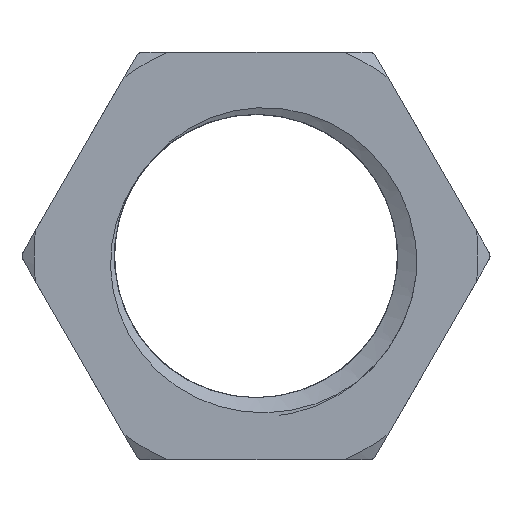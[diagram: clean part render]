
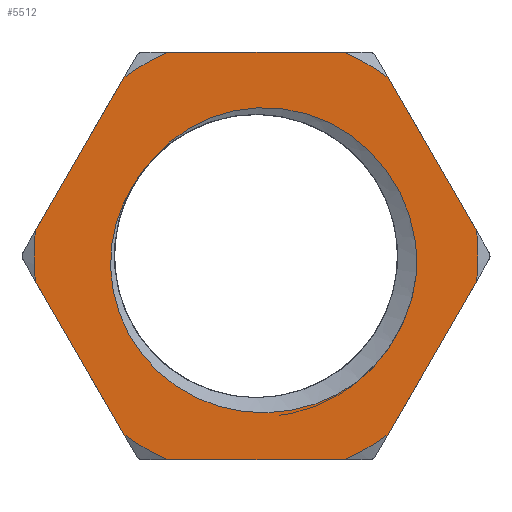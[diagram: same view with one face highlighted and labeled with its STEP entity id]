
A CAD part, left-side view. The second image highlights one B-rep face of the part: STEP entity #5512.
In plain terms, the highlighted planar face has unit normal (-1, 0, 0).
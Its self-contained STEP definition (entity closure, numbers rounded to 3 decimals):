
#770=CARTESIAN_POINT('',(-21.4,0.,0.));
#771=DIRECTION('',(-1.,0.,0.));
#772=DIRECTION('',(0.,0.726,0.688));
#773=AXIS2_PLACEMENT_3D('',#770,#771,#772);
#775=CARTESIAN_POINT('',(-21.4,-6.77,-8.247));
#776=CARTESIAN_POINT('',(-21.4,-6.333,-8.574));
#777=CARTESIAN_POINT('',(-21.4,-5.424,-9.151));
#778=CARTESIAN_POINT('',(-21.4,-3.954,-9.798));
#779=CARTESIAN_POINT('',(-21.4,-2.408,-10.213));
#780=CARTESIAN_POINT('',(-21.4,-0.817,-10.388));
#781=CARTESIAN_POINT('',(-21.4,0.756,-10.32));
#782=CARTESIAN_POINT('',(-21.4,2.31,-10.011));
#783=CARTESIAN_POINT('',(-21.4,3.777,-9.476));
#784=CARTESIAN_POINT('',(-21.4,5.144,-8.725));
#785=CARTESIAN_POINT('',(-21.4,6.375,-7.775));
#786=CARTESIAN_POINT('',(-21.4,7.434,-6.66));
#787=CARTESIAN_POINT('',(-21.4,8.309,-5.396));
#788=CARTESIAN_POINT('',(-21.4,8.972,-4.025));
#789=CARTESIAN_POINT('',(-21.4,9.414,-2.576));
#790=CARTESIAN_POINT('',(-21.4,9.625,-1.08));
#791=CARTESIAN_POINT('',(-21.4,9.602,0.417));
#792=CARTESIAN_POINT('',(-21.4,9.349,1.886));
#793=CARTESIAN_POINT('',(-21.4,8.871,3.292));
#794=CARTESIAN_POINT('',(-21.4,8.418,4.155));
#795=CARTESIAN_POINT('',(-21.4,8.157,4.57));
#797=CARTESIAN_POINT('',(-21.4,-10.613,-1.094));
#798=CARTESIAN_POINT('',(-21.4,-10.565,-1.558));
#799=CARTESIAN_POINT('',(-21.4,-10.41,-2.471));
#800=CARTESIAN_POINT('',(-21.4,-10.003,-3.798));
#801=CARTESIAN_POINT('',(-21.4,-9.424,-5.066));
#802=CARTESIAN_POINT('',(-21.4,-8.687,-6.247));
#803=CARTESIAN_POINT('',(-21.4,-7.805,-7.318));
#804=CARTESIAN_POINT('',(-21.4,-7.13,-7.951));
#805=CARTESIAN_POINT('',(-21.4,-6.77,-8.247));
#807=CARTESIAN_POINT('',(-21.4,6.788,6.43));
#808=CARTESIAN_POINT('',(-21.4,6.468,6.809));
#809=CARTESIAN_POINT('',(-21.4,5.775,7.509));
#810=CARTESIAN_POINT('',(-21.4,4.56,8.399));
#811=CARTESIAN_POINT('',(-21.4,3.221,9.086));
#812=CARTESIAN_POINT('',(-21.4,1.776,9.56));
#813=CARTESIAN_POINT('',(-21.4,0.266,9.803));
#814=CARTESIAN_POINT('',(-21.4,-1.269,9.808));
#815=CARTESIAN_POINT('',(-21.4,-2.804,9.571));
#816=CARTESIAN_POINT('',(-21.4,-4.283,9.097));
#817=CARTESIAN_POINT('',(-21.4,-5.686,8.394));
#818=CARTESIAN_POINT('',(-21.4,-6.971,7.474));
#819=CARTESIAN_POINT('',(-21.4,-8.099,6.367));
#820=CARTESIAN_POINT('',(-21.4,-9.057,5.081));
#821=CARTESIAN_POINT('',(-21.4,-9.803,3.666));
#822=CARTESIAN_POINT('',(-21.4,-10.33,2.137));
#823=CARTESIAN_POINT('',(-21.4,-10.616,0.533));
#824=CARTESIAN_POINT('',(-21.4,-10.642,-0.548));
#825=CARTESIAN_POINT('',(-21.4,-10.613,-1.094));
#827=DIRECTION('',(0.,0.5,-0.866));
#828=VECTOR('',#827,11.688);
#829=CARTESIAN_POINT('',(-21.4,8.726,11.786));
#830=LINE('',#829,#828);
#831=CARTESIAN_POINT('',(-21.4,0.,0.));
#832=DIRECTION('',(1.,0.,0.));
#833=DIRECTION('',(0.,0.595,0.804));
#834=AXIS2_PLACEMENT_3D('',#831,#832,#833);
#836=DIRECTION('',(0.,1.,0.));
#837=VECTOR('',#836,11.688);
#838=CARTESIAN_POINT('',(-21.4,-5.844,13.45));
#839=LINE('',#838,#837);
#840=CARTESIAN_POINT('',(-21.4,0.,0.));
#841=DIRECTION('',(1.,0.,0.));
#842=DIRECTION('',(0.,-0.398,0.917));
#843=AXIS2_PLACEMENT_3D('',#840,#841,#842);
#845=DIRECTION('',(0.,0.5,0.866));
#846=VECTOR('',#845,11.688);
#847=CARTESIAN_POINT('',(-21.4,-14.57,1.664));
#848=LINE('',#847,#846);
#849=DIRECTION('',(0.,-0.5,0.866));
#850=VECTOR('',#849,11.688);
#851=CARTESIAN_POINT('',(-21.4,-8.726,-11.786));
#852=LINE('',#851,#850);
#853=CARTESIAN_POINT('',(-21.4,0.,0.));
#854=DIRECTION('',(1.,0.,0.));
#855=DIRECTION('',(0.,-0.595,-0.804));
#856=AXIS2_PLACEMENT_3D('',#853,#854,#855);
#858=DIRECTION('',(0.,-1.,0.));
#859=VECTOR('',#858,11.688);
#860=CARTESIAN_POINT('',(-21.4,5.844,-13.45));
#861=LINE('',#860,#859);
#862=CARTESIAN_POINT('',(-21.4,0.,0.));
#863=DIRECTION('',(1.,0.,0.));
#864=DIRECTION('',(0.,0.398,-0.917));
#865=AXIS2_PLACEMENT_3D('',#862,#863,#864);
#867=DIRECTION('',(0.,-0.5,-0.866));
#868=VECTOR('',#867,11.688);
#869=CARTESIAN_POINT('',(-21.4,14.57,-1.664));
#870=LINE('',#869,#868);
#2208=CARTESIAN_POINT('',(-21.4,0.,0.));
#2209=DIRECTION('',(-1.,0.,0.));
#2210=DIRECTION('',(0.,-0.994,-0.113));
#2211=AXIS2_PLACEMENT_3D('',#2208,#2209,#2210);
#2237=CARTESIAN_POINT('',(-21.4,0.,0.));
#2238=DIRECTION('',(-1.,0.,0.));
#2239=DIRECTION('',(0.,0.994,0.113));
#2240=AXIS2_PLACEMENT_3D('',#2237,#2238,#2239);
#4267=CARTESIAN_POINT('',(-21.4,8.726,11.786));
#4268=CARTESIAN_POINT('',(-21.4,5.844,13.45));
#4269=VERTEX_POINT('',#4267);
#4270=VERTEX_POINT('',#4268);
#4271=CARTESIAN_POINT('',(-21.4,-5.844,13.45));
#4272=CARTESIAN_POINT('',(-21.4,-8.726,11.786));
#4273=VERTEX_POINT('',#4271);
#4274=VERTEX_POINT('',#4272);
#4275=CARTESIAN_POINT('',(-21.4,-8.726,-11.786));
#4276=CARTESIAN_POINT('',(-21.4,-5.844,-13.45));
#4277=VERTEX_POINT('',#4275);
#4278=VERTEX_POINT('',#4276);
#4279=CARTESIAN_POINT('',(-21.4,5.844,-13.45));
#4280=CARTESIAN_POINT('',(-21.4,8.726,-11.786));
#4281=VERTEX_POINT('',#4279);
#4282=VERTEX_POINT('',#4280);
#4291=CARTESIAN_POINT('',(-21.4,-14.57,-1.664));
#4292=VERTEX_POINT('',#4291);
#4293=CARTESIAN_POINT('',(-21.4,-14.57,1.664));
#4294=VERTEX_POINT('',#4293);
#4295=CARTESIAN_POINT('',(-21.4,14.57,1.664));
#4296=VERTEX_POINT('',#4295);
#4297=CARTESIAN_POINT('',(-21.4,14.57,-1.664));
#4298=VERTEX_POINT('',#4297);
#4375=VERTEX_POINT('',#797);
#4376=VERTEX_POINT('',#805);
#4391=CARTESIAN_POINT('',(-21.4,6.788,6.43));
#4392=CARTESIAN_POINT('',(-21.4,8.157,4.57));
#4393=VERTEX_POINT('',#4391);
#4394=VERTEX_POINT('',#4392);
#5474=CARTESIAN_POINT('',(-21.4,0.,0.));
#5475=DIRECTION('',(-1.,0.,0.));
#5476=DIRECTION('',(0.,0.,1.));
#5477=AXIS2_PLACEMENT_3D('',#5474,#5475,#5476);
#5478=PLANE('',#5477);
#5480=ORIENTED_EDGE('',*,*,#5479,.F.);
#5482=ORIENTED_EDGE('',*,*,#5481,.F.);
#5484=ORIENTED_EDGE('',*,*,#5483,.T.);
#5486=ORIENTED_EDGE('',*,*,#5485,.F.);
#5488=ORIENTED_EDGE('',*,*,#5487,.T.);
#5490=ORIENTED_EDGE('',*,*,#5489,.F.);
#5492=ORIENTED_EDGE('',*,*,#5491,.F.);
#5494=ORIENTED_EDGE('',*,*,#5493,.F.);
#5496=ORIENTED_EDGE('',*,*,#5495,.T.);
#5498=ORIENTED_EDGE('',*,*,#5497,.F.);
#5500=ORIENTED_EDGE('',*,*,#5499,.T.);
#5502=ORIENTED_EDGE('',*,*,#5501,.F.);
#5503=EDGE_LOOP('',(#5480,#5482,#5484,#5486,#5488,#5490,#5492,#5494,#5496,#5498,
#5500,#5502));
#5504=FACE_OUTER_BOUND('',#5503,.F.);
#5505=ORIENTED_EDGE('',*,*,#4530,.T.);
#5506=ORIENTED_EDGE('',*,*,#4954,.F.);
#5508=ORIENTED_EDGE('',*,*,#5507,.F.);
#5509=ORIENTED_EDGE('',*,*,#5459,.F.);
#5510=EDGE_LOOP('',(#5505,#5506,#5508,#5509));
#5511=FACE_BOUND('',#5510,.F.);
#774=CIRCLE('',#773,9.35);
#796=B_SPLINE_CURVE_WITH_KNOTS('',3,(#775,#776,#777,#778,#779,#780,#781,#782,
#783,#784,#785,#786,#787,#788,#789,#790,#791,#792,#793,#794,#795),.UNSPECIFIED.,
.F.,.F.,(4,1,1,1,1,1,1,1,1,1,1,1,1,1,1,1,1,1,4),(0.,0.056,
0.111,0.167,0.222,0.278,
0.333,0.389,0.444,0.5,0.556,
0.611,0.667,0.722,0.778,
0.833,0.889,0.944,1.),.UNSPECIFIED.);
#806=B_SPLINE_CURVE_WITH_KNOTS('',3,(#797,#798,#799,#800,#801,#802,#803,#804,
#805),.UNSPECIFIED.,.F.,.F.,(4,1,1,1,1,1,4),(0.,0.167,
0.333,0.5,0.667,0.833,1.),
.UNSPECIFIED.);
#826=B_SPLINE_CURVE_WITH_KNOTS('',3,(#807,#808,#809,#810,#811,#812,#813,#814,
#815,#816,#817,#818,#819,#820,#821,#822,#823,#824,#825),.UNSPECIFIED.,.F.,.F.,
(4,1,1,1,1,1,1,1,1,1,1,1,1,1,1,1,4),(0.,0.063,0.125,0.188,0.25,
0.313,0.375,0.438,0.5,0.563,0.625,0.688,0.75,0.813,
0.875,0.938,1.),.UNSPECIFIED.);
#835=CIRCLE('',#834,14.665);
#844=CIRCLE('',#843,14.665);
#857=CIRCLE('',#856,14.665);
#866=CIRCLE('',#865,14.665);
#2212=CIRCLE('',#2211,14.665);
#2241=CIRCLE('',#2240,14.665);
#4530=EDGE_CURVE('',#4393,#4394,#774,.T.);
#4954=EDGE_CURVE('',#4376,#4394,#796,.T.);
#5459=EDGE_CURVE('',#4393,#4375,#826,.T.);
#5479=EDGE_CURVE('',#4296,#4298,#2241,.T.);
#5481=EDGE_CURVE('',#4269,#4296,#830,.T.);
#5483=EDGE_CURVE('',#4269,#4270,#835,.T.);
#5485=EDGE_CURVE('',#4273,#4270,#839,.T.);
#5487=EDGE_CURVE('',#4273,#4274,#844,.T.);
#5489=EDGE_CURVE('',#4294,#4274,#848,.T.);
#5491=EDGE_CURVE('',#4292,#4294,#2212,.T.);
#5493=EDGE_CURVE('',#4277,#4292,#852,.T.);
#5495=EDGE_CURVE('',#4277,#4278,#857,.T.);
#5497=EDGE_CURVE('',#4281,#4278,#861,.T.);
#5499=EDGE_CURVE('',#4281,#4282,#866,.T.);
#5501=EDGE_CURVE('',#4298,#4282,#870,.T.);
#5507=EDGE_CURVE('',#4375,#4376,#806,.T.);
#5512=ADVANCED_FACE('',(#5504,#5511),#5478,.T.);
